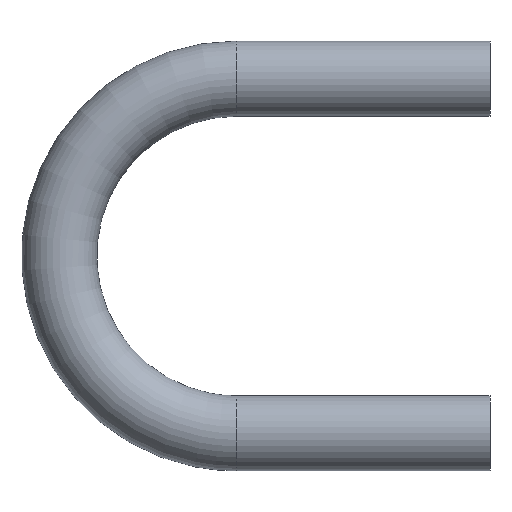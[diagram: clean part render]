
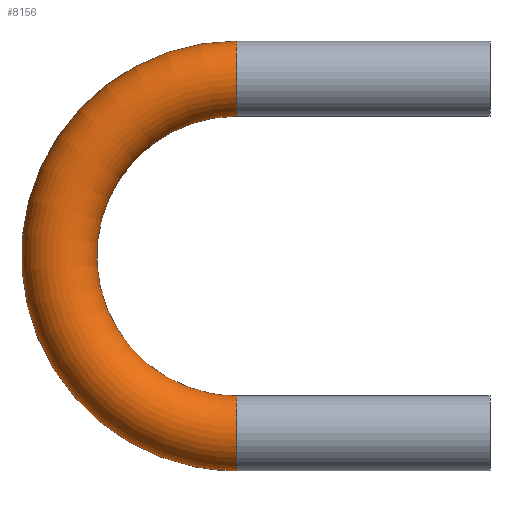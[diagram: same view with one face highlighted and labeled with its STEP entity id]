
A CAD part, left-side view. The second image highlights one B-rep face of the part: STEP entity #8156.
In plain terms, the highlighted toroidal (fillet/blend) face has major radius 100 mm and minor radius 21.2 mm.
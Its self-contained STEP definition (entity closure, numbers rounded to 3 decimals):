
#243 = DIRECTION ( 'NONE',  ( -1., 0., 0. ) ) ;
#1250 = EDGE_CURVE ( 'NONE', #8990, #8990, #12047, .T. ) ;
#1697 = CARTESIAN_POINT ( 'NONE',  ( 0., 142.92, 0. ) ) ;
#2113 = DIRECTION ( 'NONE',  ( 0., -1., 0. ) ) ;
#2362 = CIRCLE ( 'NONE', #2966, 21.2 ) ;
#2966 = AXIS2_PLACEMENT_3D ( 'NONE', #6913, #2113, #9660 ) ;
#3018 = DIRECTION ( 'NONE',  ( 0., 0., 1. ) ) ;
#3861 = AXIS2_PLACEMENT_3D ( 'NONE', #9674, #243, #3018 ) ;
#4289 = FACE_OUTER_BOUND ( 'NONE', #4382, .T. ) ;
#4382 = EDGE_LOOP ( 'NONE', ( #10157 ) ) ;
#4556 = DIRECTION ( 'NONE',  ( 0., 0., 1. ) ) ;
#4910 = CARTESIAN_POINT ( 'NONE',  ( 0., 142.92, -221.2 ) ) ;
#5566 = EDGE_LOOP ( 'NONE', ( #8139 ) ) ;
#5906 = FACE_OUTER_BOUND ( 'NONE', #5566, .T. ) ;
#6205 = TOROIDAL_SURFACE ( 'NONE', #3861, 100., 21.2 ) ;
#6492 = DIRECTION ( 'NONE',  ( 0., 1., 0. ) ) ;
#6913 = CARTESIAN_POINT ( 'NONE',  ( 0., 142.92, -200. ) ) ;
#7235 = AXIS2_PLACEMENT_3D ( 'NONE', #1697, #6492, #4556 ) ;
#8139 = ORIENTED_EDGE ( 'NONE', *, *, #1250, .T. ) ;
#8156 = ADVANCED_FACE ( 'NONE', ( #5906, #4289 ), #6205, .T. ) ;
#8453 = EDGE_CURVE ( 'NONE', #8839, #8839, #2362, .T. ) ;
#8839 = VERTEX_POINT ( 'NONE', #4910 ) ;
#8990 = VERTEX_POINT ( 'NONE', #9534 ) ;
#9534 = CARTESIAN_POINT ( 'NONE',  ( 0., 142.92, 21.2 ) ) ;
#9660 = DIRECTION ( 'NONE',  ( 0., 0., -1. ) ) ;
#9674 = CARTESIAN_POINT ( 'NONE',  ( 0., 142.92, -100. ) ) ;
#10157 = ORIENTED_EDGE ( 'NONE', *, *, #8453, .F. ) ;
#12047 = CIRCLE ( 'NONE', #7235, 21.2 ) ;
